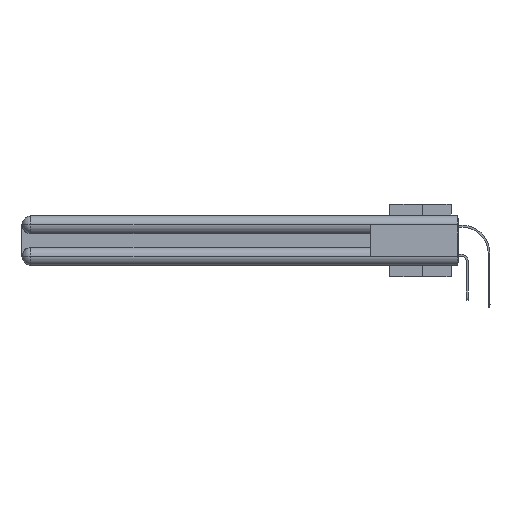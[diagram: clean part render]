
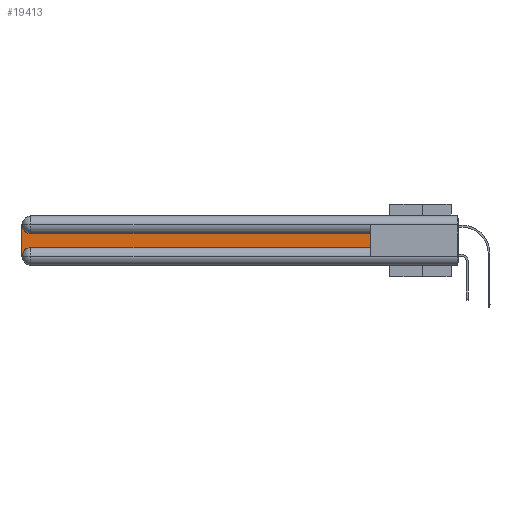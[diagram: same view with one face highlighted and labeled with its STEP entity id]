
A CAD part, left-side view. The second image highlights one B-rep face of the part: STEP entity #19413.
In plain terms, the highlighted planar face has unit normal (-1, 0, 0).
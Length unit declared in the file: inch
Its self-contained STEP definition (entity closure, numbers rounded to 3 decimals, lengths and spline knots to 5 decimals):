
#24 = DIRECTION ( 'NONE',  ( 1., 0., 0. ) ) ;
#312 = DIRECTION ( 'NONE',  ( 1., 0., 0. ) ) ;
#839 = DIRECTION ( 'NONE',  ( 0., 0., -1. ) ) ;
#1640 = ORIENTED_EDGE ( 'NONE', *, *, #27559, .T. ) ;
#2420 = LINE ( 'NONE', #27566, #16856 ) ;
#3142 = VERTEX_POINT ( 'NONE', #15455 ) ;
#4075 = EDGE_CURVE ( 'NONE', #30842, #21752, #25142, .T. ) ;
#4085 = AXIS2_PLACEMENT_3D ( 'NONE', #20643, #10351, #38769 ) ;
#7213 = CARTESIAN_POINT ( 'NONE',  ( 0.075, 2.94, -0.1225 ) ) ;
#8505 = CIRCLE ( 'NONE', #25600, 0.06 ) ;
#8850 = AXIS2_PLACEMENT_3D ( 'NONE', #13008, #24, #839 ) ;
#10351 = DIRECTION ( 'NONE',  ( 1., 0., 0. ) ) ;
#10583 = VECTOR ( 'NONE', #17679, 39.37008 ) ;
#11021 = EDGE_LOOP ( 'NONE', ( #11117, #28566, #1640, #34466, #25804, #38272 ) ) ;
#11117 = ORIENTED_EDGE ( 'NONE', *, *, #39966, .T. ) ;
#11848 = VERTEX_POINT ( 'NONE', #25840 ) ;
#12059 = CARTESIAN_POINT ( 'NONE',  ( 0.075, 2.94, -0.2775 ) ) ;
#13008 = CARTESIAN_POINT ( 'NONE',  ( 0.075, 3., -0.1225 ) ) ;
#13726 = CARTESIAN_POINT ( 'NONE',  ( 0.075, 3., -0.0625 ) ) ;
#15455 = CARTESIAN_POINT ( 'NONE',  ( 0.075, 2.94, -0.2175 ) ) ;
#16856 = VECTOR ( 'NONE', #40113, 39.37008 ) ;
#17679 = DIRECTION ( 'NONE',  ( 0., 1., 0. ) ) ;
#18852 = DIRECTION ( 'NONE',  ( 0., 0., -1. ) ) ;
#19179 = FACE_OUTER_BOUND ( 'NONE', #11021, .T. ) ;
#19413 = ADVANCED_FACE ( 'NONE', ( #19179 ), #22054, .F. ) ;
#19741 = LINE ( 'NONE', #39081, #34050 ) ;
#20643 = CARTESIAN_POINT ( 'NONE',  ( 0.075, 2.94, -0.0625 ) ) ;
#20753 = LINE ( 'NONE', #21163, #10583 ) ;
#20766 = VECTOR ( 'NONE', #27845, 39.37008 ) ;
#21163 = CARTESIAN_POINT ( 'NONE',  ( 0.075, 0.6, -0.1225 ) ) ;
#21312 = VERTEX_POINT ( 'NONE', #30036 ) ;
#21752 = VERTEX_POINT ( 'NONE', #13726 ) ;
#22054 = PLANE ( 'NONE',  #8850 ) ;
#22568 = VERTEX_POINT ( 'NONE', #31074 ) ;
#22903 = EDGE_CURVE ( 'NONE', #3142, #21312, #19741, .T. ) ;
#25142 = CIRCLE ( 'NONE', #4085, 0.06 ) ;
#25600 = AXIS2_PLACEMENT_3D ( 'NONE', #12059, #312, #18852 ) ;
#25804 = ORIENTED_EDGE ( 'NONE', *, *, #22903, .T. ) ;
#25840 = CARTESIAN_POINT ( 'NONE',  ( 0.075, 0.6, -0.1225 ) ) ;
#27559 = EDGE_CURVE ( 'NONE', #21752, #22568, #29977, .T. ) ;
#27566 = CARTESIAN_POINT ( 'NONE',  ( 0.075, 0.6, -0.2175 ) ) ;
#27845 = DIRECTION ( 'NONE',  ( 0., 0., -1. ) ) ;
#28443 = EDGE_CURVE ( 'NONE', #21312, #11848, #2420, .T. ) ;
#28566 = ORIENTED_EDGE ( 'NONE', *, *, #4075, .T. ) ;
#29614 = DIRECTION ( 'NONE',  ( 0., -1., 0. ) ) ;
#29977 = LINE ( 'NONE', #37522, #20766 ) ;
#30036 = CARTESIAN_POINT ( 'NONE',  ( 0.075, 0.6, -0.2175 ) ) ;
#30842 = VERTEX_POINT ( 'NONE', #7213 ) ;
#31074 = CARTESIAN_POINT ( 'NONE',  ( 0.075, 3., -0.2775 ) ) ;
#32980 = EDGE_CURVE ( 'NONE', #22568, #3142, #8505, .T. ) ;
#34050 = VECTOR ( 'NONE', #29614, 39.37008 ) ;
#34466 = ORIENTED_EDGE ( 'NONE', *, *, #32980, .T. ) ;
#37522 = CARTESIAN_POINT ( 'NONE',  ( 0.075, 3., -0.2175 ) ) ;
#38272 = ORIENTED_EDGE ( 'NONE', *, *, #28443, .T. ) ;
#38769 = DIRECTION ( 'NONE',  ( 0., 0., -1. ) ) ;
#39081 = CARTESIAN_POINT ( 'NONE',  ( 0.075, 0.6, -0.2175 ) ) ;
#39966 = EDGE_CURVE ( 'NONE', #11848, #30842, #20753, .T. ) ;
#40113 = DIRECTION ( 'NONE',  ( 0., 0., 1. ) ) ;
